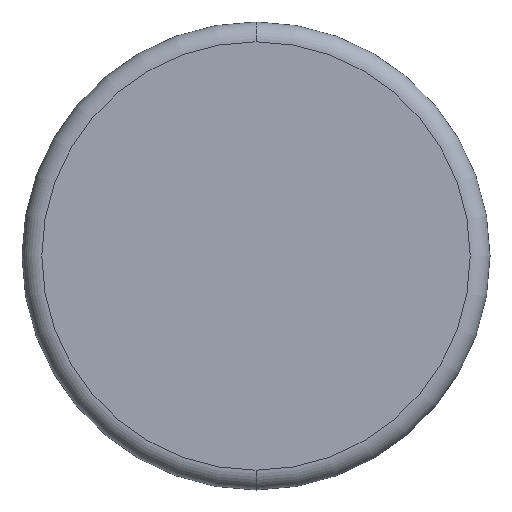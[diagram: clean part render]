
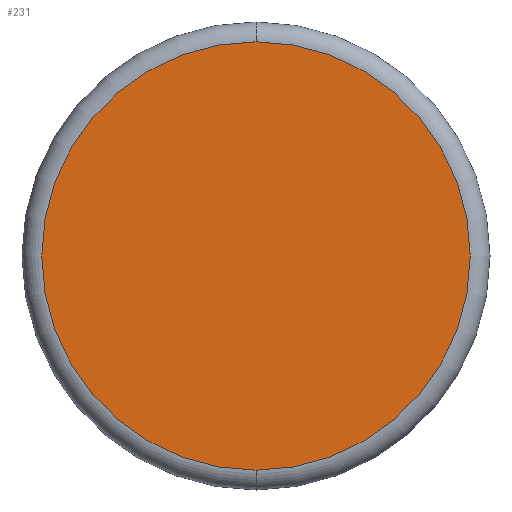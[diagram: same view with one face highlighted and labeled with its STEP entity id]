
A CAD part, front view. The second image highlights one B-rep face of the part: STEP entity #231.
In plain terms, the highlighted planar face has unit normal (0, -1, 0).
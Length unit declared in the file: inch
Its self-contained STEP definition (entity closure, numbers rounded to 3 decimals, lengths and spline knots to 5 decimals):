
#20 = CARTESIAN_POINT ( 'NONE',  ( 0., -0.04921, -0.10811 ) ) ;
#22 = CARTESIAN_POINT ( 'NONE',  ( 0., -0.04921, 0. ) ) ;
#49 = CARTESIAN_POINT ( 'NONE',  ( 0., -0.04921, 0. ) ) ;
#64 = CARTESIAN_POINT ( 'NONE',  ( 0., -0.04921, 0. ) ) ;
#102 = DIRECTION ( 'NONE',  ( 0., 0., 1. ) ) ;
#109 = EDGE_CURVE ( 'NONE', #136, #122, #237, .T. ) ;
#110 = FACE_OUTER_BOUND ( 'NONE', #229, .T. ) ;
#114 = CIRCLE ( 'NONE', #118, 0.10811 ) ;
#118 = AXIS2_PLACEMENT_3D ( 'NONE', #22, #124, #149 ) ;
#122 = VERTEX_POINT ( 'NONE', #217 ) ;
#124 = DIRECTION ( 'NONE',  ( 0., -1., 0. ) ) ;
#136 = VERTEX_POINT ( 'NONE', #20 ) ;
#138 = AXIS2_PLACEMENT_3D ( 'NONE', #64, #146, #102 ) ;
#139 = ORIENTED_EDGE ( 'NONE', *, *, #245, .T. ) ;
#146 = DIRECTION ( 'NONE',  ( 0., -1., 0. ) ) ;
#149 = DIRECTION ( 'NONE',  ( 0., 0., 1. ) ) ;
#175 = AXIS2_PLACEMENT_3D ( 'NONE', #49, #185, #207 ) ;
#185 = DIRECTION ( 'NONE',  ( 0., 1., 0. ) ) ;
#207 = DIRECTION ( 'NONE',  ( 0., 0., 1. ) ) ;
#217 = CARTESIAN_POINT ( 'NONE',  ( 0., -0.04921, 0.10811 ) ) ;
#223 = PLANE ( 'NONE',  #175 ) ;
#229 = EDGE_LOOP ( 'NONE', ( #139, #249 ) ) ;
#231 = ADVANCED_FACE ( 'NONE', ( #110 ), #223, .F. ) ;
#237 = CIRCLE ( 'NONE', #138, 0.10811 ) ;
#245 = EDGE_CURVE ( 'NONE', #122, #136, #114, .T. ) ;
#249 = ORIENTED_EDGE ( 'NONE', *, *, #109, .T. ) ;
